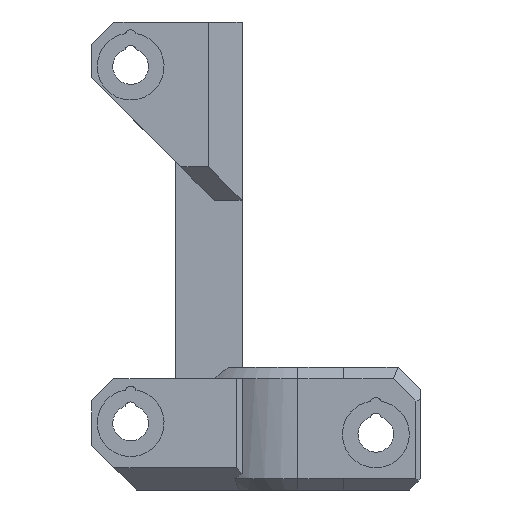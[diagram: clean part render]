
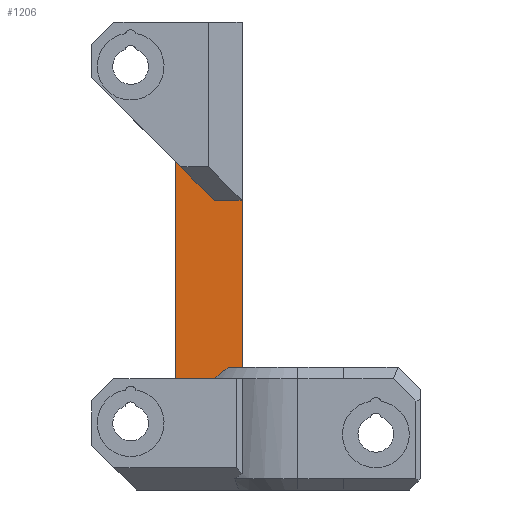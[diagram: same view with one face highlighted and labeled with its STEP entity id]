
A CAD part, left-side view. The second image highlights one B-rep face of the part: STEP entity #1206.
In plain terms, the highlighted planar face has unit normal (-1, 0, 0).
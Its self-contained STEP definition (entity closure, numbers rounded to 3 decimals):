
#156 = PLANE('',#157);
#157 = AXIS2_PLACEMENT_3D('',#158,#159,#160);
#158 = CARTESIAN_POINT('',(-3.,0.,10.));
#159 = DIRECTION('',(0.,0.,1.));
#160 = DIRECTION('',(1.,0.,0.));
#616 = VERTEX_POINT('',#617);
#617 = CARTESIAN_POINT('',(0.,2.483,10.));
#636 = CONICAL_SURFACE('',#637,9.,0.785);
#637 = AXIS2_PLACEMENT_3D('',#638,#639,#640);
#638 = CARTESIAN_POINT('',(5.,-5.,10.));
#639 = DIRECTION('',(-0.,-0.,-1.));
#640 = DIRECTION('',(-1.,0.,0.));
#648 = EDGE_CURVE('',#616,#649,#651,.T.);
#649 = VERTEX_POINT('',#650);
#650 = CARTESIAN_POINT('',(0.,6.,10.));
#651 = SURFACE_CURVE('',#652,(#656,#663),.PCURVE_S1.);
#652 = LINE('',#653,#654);
#653 = CARTESIAN_POINT('',(0.,0.,10.));
#654 = VECTOR('',#655,1.);
#655 = DIRECTION('',(0.,1.,0.));
#656 = PCURVE('',#156,#657);
#657 = DEFINITIONAL_REPRESENTATION('',(#658),#662);
#658 = LINE('',#659,#660);
#659 = CARTESIAN_POINT('',(3.,0.));
#660 = VECTOR('',#661,1.);
#661 = DIRECTION('',(0.,1.));
#662 = ( GEOMETRIC_REPRESENTATION_CONTEXT(2) 
PARAMETRIC_REPRESENTATION_CONTEXT() REPRESENTATION_CONTEXT('2D SPACE',''
  ) );
#663 = PCURVE('',#664,#669);
#664 = PLANE('',#665);
#665 = AXIS2_PLACEMENT_3D('',#666,#667,#668);
#666 = CARTESIAN_POINT('',(0.,0.,0.));
#667 = DIRECTION('',(1.,0.,0.));
#668 = DIRECTION('',(0.,0.,1.));
#669 = DEFINITIONAL_REPRESENTATION('',(#670),#674);
#670 = LINE('',#671,#672);
#671 = CARTESIAN_POINT('',(10.,0.));
#672 = VECTOR('',#673,1.);
#673 = DIRECTION('',(0.,-1.));
#674 = ( GEOMETRIC_REPRESENTATION_CONTEXT(2) 
PARAMETRIC_REPRESENTATION_CONTEXT() REPRESENTATION_CONTEXT('2D SPACE',''
  ) );
#1049 = PLANE('',#1050);
#1050 = AXIS2_PLACEMENT_3D('',#1051,#1052,#1053);
#1051 = CARTESIAN_POINT('',(0.,6.,0.));
#1052 = DIRECTION('',(0.,1.,0.));
#1053 = DIRECTION('',(0.,0.,1.));
#1206 = ADVANCED_FACE('',(#1207),#664,.F.);
#1207 = FACE_BOUND('',#1208,.F.);
#1208 = EDGE_LOOP('',(#1209,#1210,#1233,#1261,#1289,#1317,#1343));
#1209 = ORIENTED_EDGE('',*,*,#648,.T.);
#1210 = ORIENTED_EDGE('',*,*,#1211,.T.);
#1211 = EDGE_CURVE('',#649,#1212,#1214,.T.);
#1212 = VERTEX_POINT('',#1213);
#1213 = CARTESIAN_POINT('',(0.,6.,29.5));
#1214 = SURFACE_CURVE('',#1215,(#1219,#1226),.PCURVE_S1.);
#1215 = LINE('',#1216,#1217);
#1216 = CARTESIAN_POINT('',(0.,6.,0.));
#1217 = VECTOR('',#1218,1.);
#1218 = DIRECTION('',(0.,0.,1.));
#1219 = PCURVE('',#664,#1220);
#1220 = DEFINITIONAL_REPRESENTATION('',(#1221),#1225);
#1221 = LINE('',#1222,#1223);
#1222 = CARTESIAN_POINT('',(0.,-6.));
#1223 = VECTOR('',#1224,1.);
#1224 = DIRECTION('',(1.,0.));
#1225 = ( GEOMETRIC_REPRESENTATION_CONTEXT(2) 
PARAMETRIC_REPRESENTATION_CONTEXT() REPRESENTATION_CONTEXT('2D SPACE',''
  ) );
#1226 = PCURVE('',#1049,#1227);
#1227 = DEFINITIONAL_REPRESENTATION('',(#1228),#1232);
#1228 = LINE('',#1229,#1230);
#1229 = CARTESIAN_POINT('',(0.,0.));
#1230 = VECTOR('',#1231,1.);
#1231 = DIRECTION('',(1.,0.));
#1232 = ( GEOMETRIC_REPRESENTATION_CONTEXT(2) 
PARAMETRIC_REPRESENTATION_CONTEXT() REPRESENTATION_CONTEXT('2D SPACE',''
  ) );
#1233 = ORIENTED_EDGE('',*,*,#1234,.F.);
#1234 = EDGE_CURVE('',#1235,#1212,#1237,.T.);
#1235 = VERTEX_POINT('',#1236);
#1236 = CARTESIAN_POINT('',(0.,2.5,26.));
#1237 = SURFACE_CURVE('',#1238,(#1242,#1249),.PCURVE_S1.);
#1238 = LINE('',#1239,#1240);
#1239 = CARTESIAN_POINT('',(0.,4.625,28.125));
#1240 = VECTOR('',#1241,1.);
#1241 = DIRECTION('',(0.,0.707,0.707));
#1242 = PCURVE('',#664,#1243);
#1243 = DEFINITIONAL_REPRESENTATION('',(#1244),#1248);
#1244 = LINE('',#1245,#1246);
#1245 = CARTESIAN_POINT('',(28.125,-4.625));
#1246 = VECTOR('',#1247,1.);
#1247 = DIRECTION('',(0.707,-0.707));
#1248 = ( GEOMETRIC_REPRESENTATION_CONTEXT(2) 
PARAMETRIC_REPRESENTATION_CONTEXT() REPRESENTATION_CONTEXT('2D SPACE',''
  ) );
#1249 = PCURVE('',#1250,#1255);
#1250 = PLANE('',#1251);
#1251 = AXIS2_PLACEMENT_3D('',#1252,#1253,#1254);
#1252 = CARTESIAN_POINT('',(-3.,8.,31.5));
#1253 = DIRECTION('',(0.,-0.707,0.707));
#1254 = DIRECTION('',(1.,0.,0.));
#1255 = DEFINITIONAL_REPRESENTATION('',(#1256),#1260);
#1256 = LINE('',#1257,#1258);
#1257 = CARTESIAN_POINT('',(3.,-4.773));
#1258 = VECTOR('',#1259,1.);
#1259 = DIRECTION('',(0.,1.));
#1260 = ( GEOMETRIC_REPRESENTATION_CONTEXT(2) 
PARAMETRIC_REPRESENTATION_CONTEXT() REPRESENTATION_CONTEXT('2D SPACE',''
  ) );
#1261 = ORIENTED_EDGE('',*,*,#1262,.F.);
#1262 = EDGE_CURVE('',#1263,#1235,#1265,.T.);
#1263 = VERTEX_POINT('',#1264);
#1264 = CARTESIAN_POINT('',(0.,0.,26.));
#1265 = SURFACE_CURVE('',#1266,(#1270,#1277),.PCURVE_S1.);
#1266 = LINE('',#1267,#1268);
#1267 = CARTESIAN_POINT('',(0.,0.,26.));
#1268 = VECTOR('',#1269,1.);
#1269 = DIRECTION('',(0.,1.,0.));
#1270 = PCURVE('',#664,#1271);
#1271 = DEFINITIONAL_REPRESENTATION('',(#1272),#1276);
#1272 = LINE('',#1273,#1274);
#1273 = CARTESIAN_POINT('',(26.,0.));
#1274 = VECTOR('',#1275,1.);
#1275 = DIRECTION('',(0.,-1.));
#1276 = ( GEOMETRIC_REPRESENTATION_CONTEXT(2) 
PARAMETRIC_REPRESENTATION_CONTEXT() REPRESENTATION_CONTEXT('2D SPACE',''
  ) );
#1277 = PCURVE('',#1278,#1283);
#1278 = PLANE('',#1279);
#1279 = AXIS2_PLACEMENT_3D('',#1280,#1281,#1282);
#1280 = CARTESIAN_POINT('',(-1.5,0.,27.5));
#1281 = DIRECTION('',(0.707,0.,0.707));
#1282 = DIRECTION('',(0.,1.,0.));
#1283 = DEFINITIONAL_REPRESENTATION('',(#1284),#1288);
#1284 = LINE('',#1285,#1286);
#1285 = CARTESIAN_POINT('',(0.,-2.121));
#1286 = VECTOR('',#1287,1.);
#1287 = DIRECTION('',(1.,0.));
#1288 = ( GEOMETRIC_REPRESENTATION_CONTEXT(2) 
PARAMETRIC_REPRESENTATION_CONTEXT() REPRESENTATION_CONTEXT('2D SPACE',''
  ) );
#1289 = ORIENTED_EDGE('',*,*,#1290,.F.);
#1290 = EDGE_CURVE('',#1291,#1263,#1293,.T.);
#1291 = VERTEX_POINT('',#1292);
#1292 = CARTESIAN_POINT('',(0.,0.,11.));
#1293 = SURFACE_CURVE('',#1294,(#1298,#1305),.PCURVE_S1.);
#1294 = LINE('',#1295,#1296);
#1295 = CARTESIAN_POINT('',(0.,0.,0.));
#1296 = VECTOR('',#1297,1.);
#1297 = DIRECTION('',(0.,0.,1.));
#1298 = PCURVE('',#664,#1299);
#1299 = DEFINITIONAL_REPRESENTATION('',(#1300),#1304);
#1300 = LINE('',#1301,#1302);
#1301 = CARTESIAN_POINT('',(0.,0.));
#1302 = VECTOR('',#1303,1.);
#1303 = DIRECTION('',(1.,0.));
#1304 = ( GEOMETRIC_REPRESENTATION_CONTEXT(2) 
PARAMETRIC_REPRESENTATION_CONTEXT() REPRESENTATION_CONTEXT('2D SPACE',''
  ) );
#1305 = PCURVE('',#1306,#1311);
#1306 = PLANE('',#1307);
#1307 = AXIS2_PLACEMENT_3D('',#1308,#1309,#1310);
#1308 = CARTESIAN_POINT('',(0.,0.,0.));
#1309 = DIRECTION('',(0.,1.,0.));
#1310 = DIRECTION('',(0.,0.,1.));
#1311 = DEFINITIONAL_REPRESENTATION('',(#1312),#1316);
#1312 = LINE('',#1313,#1314);
#1313 = CARTESIAN_POINT('',(0.,0.));
#1314 = VECTOR('',#1315,1.);
#1315 = DIRECTION('',(1.,0.));
#1316 = ( GEOMETRIC_REPRESENTATION_CONTEXT(2) 
PARAMETRIC_REPRESENTATION_CONTEXT() REPRESENTATION_CONTEXT('2D SPACE',''
  ) );
#1317 = ORIENTED_EDGE('',*,*,#1318,.T.);
#1318 = EDGE_CURVE('',#1291,#1319,#1321,.T.);
#1319 = VERTEX_POINT('',#1320);
#1320 = CARTESIAN_POINT('',(0.,1.245,11.));
#1321 = SURFACE_CURVE('',#1322,(#1326,#1332),.PCURVE_S1.);
#1322 = LINE('',#1323,#1324);
#1323 = CARTESIAN_POINT('',(0.,-3.815,11.));
#1324 = VECTOR('',#1325,1.);
#1325 = DIRECTION('',(0.,1.,0.));
#1326 = PCURVE('',#664,#1327);
#1327 = DEFINITIONAL_REPRESENTATION('',(#1328),#1331);
#1328 = B_SPLINE_CURVE_WITH_KNOTS('',1,(#1329,#1330),.UNSPECIFIED.,.F.,
  .F.,(2,2),(3.215,8.515),.PIECEWISE_BEZIER_KNOTS.);
#1329 = CARTESIAN_POINT('',(11.,0.6));
#1330 = CARTESIAN_POINT('',(11.,-4.7));
#1331 = ( GEOMETRIC_REPRESENTATION_CONTEXT(2) 
PARAMETRIC_REPRESENTATION_CONTEXT() REPRESENTATION_CONTEXT('2D SPACE',''
  ) );
#1332 = PCURVE('',#1333,#1338);
#1333 = PLANE('',#1334);
#1334 = AXIS2_PLACEMENT_3D('',#1335,#1336,#1337);
#1335 = CARTESIAN_POINT('',(5.,-7.629,11.));
#1336 = DIRECTION('',(0.,0.,1.));
#1337 = DIRECTION('',(1.,0.,0.));
#1338 = DEFINITIONAL_REPRESENTATION('',(#1339),#1342);
#1339 = B_SPLINE_CURVE_WITH_KNOTS('',1,(#1340,#1341),.UNSPECIFIED.,.F.,
  .F.,(2,2),(3.215,8.515),.PIECEWISE_BEZIER_KNOTS.);
#1340 = CARTESIAN_POINT('',(-5.,7.029));
#1341 = CARTESIAN_POINT('',(-5.,12.329));
#1342 = ( GEOMETRIC_REPRESENTATION_CONTEXT(2) 
PARAMETRIC_REPRESENTATION_CONTEXT() REPRESENTATION_CONTEXT('2D SPACE',''
  ) );
#1343 = ORIENTED_EDGE('',*,*,#1344,.T.);
#1344 = EDGE_CURVE('',#1319,#616,#1345,.T.);
#1345 = SURFACE_CURVE('',#1346,(#1351,#1358),.PCURVE_S1.);
#1346 = HYPERBOLA('',#1347,5.,5.);
#1347 = AXIS2_PLACEMENT_3D('',#1348,#1349,#1350);
#1348 = CARTESIAN_POINT('',(0.,-5.,19.));
#1349 = DIRECTION('',(1.,-0.,0.));
#1350 = DIRECTION('',(0.,0.,-1.));
#1351 = PCURVE('',#664,#1352);
#1352 = DEFINITIONAL_REPRESENTATION('',(#1353),#1357);
#1353 = ( BOUNDED_CURVE() B_SPLINE_CURVE(2,(#1354,#1355,#1356),
.UNSPECIFIED.,.F.,.F.) B_SPLINE_CURVE_WITH_KNOTS((3,3),(1.047,
1.193),.PIECEWISE_BEZIER_KNOTS.) CURVE() 
GEOMETRIC_REPRESENTATION_ITEM() RATIONAL_B_SPLINE_CURVE((1.,
1.003,1.)) REPRESENTATION_ITEM('') );
#1354 = CARTESIAN_POINT('',(11.,-1.245));
#1355 = CARTESIAN_POINT('',(10.545,-1.828));
#1356 = CARTESIAN_POINT('',(10.,-2.483));
#1357 = ( GEOMETRIC_REPRESENTATION_CONTEXT(2) 
PARAMETRIC_REPRESENTATION_CONTEXT() REPRESENTATION_CONTEXT('2D SPACE',''
  ) );
#1358 = PCURVE('',#636,#1359);
#1359 = DEFINITIONAL_REPRESENTATION('',(#1360),#1370);
#1360 = B_SPLINE_CURVE_WITH_KNOTS('',8,(#1361,#1362,#1363,#1364,#1365,
    #1366,#1367,#1368,#1369),.UNSPECIFIED.,.F.,.F.,(9,9),(1.047
    ,1.193),.PIECEWISE_BEZIER_KNOTS.);
#1361 = CARTESIAN_POINT('',(0.896,-1.));
#1362 = CARTESIAN_POINT('',(0.907,-0.886));
#1363 = CARTESIAN_POINT('',(0.918,-0.769));
#1364 = CARTESIAN_POINT('',(0.929,-0.649));
#1365 = CARTESIAN_POINT('',(0.94,-0.526));
#1366 = CARTESIAN_POINT('',(0.951,-0.399));
#1367 = CARTESIAN_POINT('',(0.961,-0.27));
#1368 = CARTESIAN_POINT('',(0.972,-0.137));
#1369 = CARTESIAN_POINT('',(0.982,0.));
#1370 = ( GEOMETRIC_REPRESENTATION_CONTEXT(2) 
PARAMETRIC_REPRESENTATION_CONTEXT() REPRESENTATION_CONTEXT('2D SPACE',''
  ) );
